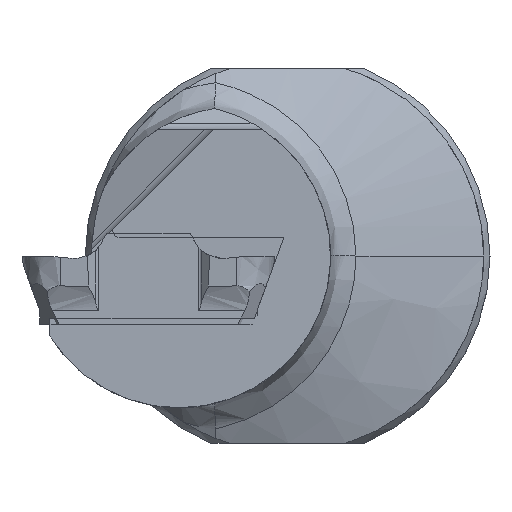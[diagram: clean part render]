
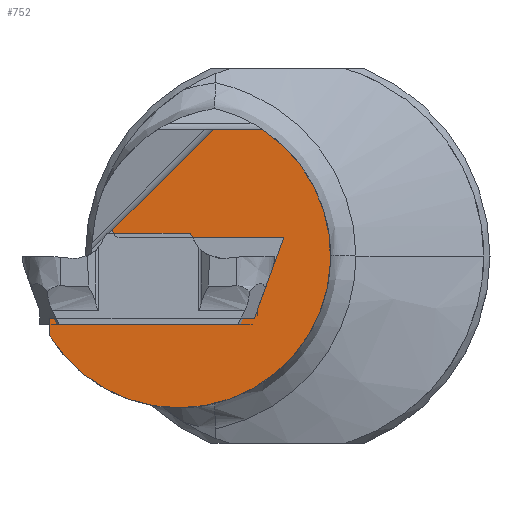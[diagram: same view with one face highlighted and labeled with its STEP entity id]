
A CAD part, left-side view. The second image highlights one B-rep face of the part: STEP entity #752.
In plain terms, the highlighted planar face has unit normal (-1, 0, 0).
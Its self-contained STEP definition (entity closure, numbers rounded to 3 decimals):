
#52=CIRCLE('',#2129,6.);
#53=CIRCLE('',#2131,0.25);
#687=PLANE('',#2132);
#752=ADVANCED_FACE('',(#847),#687,.F.);
#847=FACE_OUTER_BOUND('',#927,.T.);
#927=EDGE_LOOP('',(#1468,#1469,#1470,#1471,#1472,#1473,#1474,#1475));
#1017=LINE('',#4048,#1111);
#1018=LINE('',#4051,#1112);
#1019=LINE('',#4053,#1113);
#1020=LINE('',#4054,#1114);
#1021=LINE('',#4056,#1115);
#1022=LINE('',#4060,#1116);
#1111=VECTOR('',#2331,1.);
#1112=VECTOR('',#2332,1.);
#1113=VECTOR('',#2333,1.);
#1114=VECTOR('',#2334,1.);
#1115=VECTOR('',#2335,1.);
#1116=VECTOR('',#2338,1.);
#1468=ORIENTED_EDGE('',*,*,#1921,.F.);
#1469=ORIENTED_EDGE('',*,*,#1922,.F.);
#1470=ORIENTED_EDGE('',*,*,#1923,.F.);
#1471=ORIENTED_EDGE('',*,*,#1919,.F.);
#1472=ORIENTED_EDGE('',*,*,#1924,.F.);
#1473=ORIENTED_EDGE('',*,*,#1925,.F.);
#1474=ORIENTED_EDGE('',*,*,#1926,.F.);
#1475=ORIENTED_EDGE('',*,*,#1927,.F.);
#1717=VERTEX_POINT('',#4043);
#1718=VERTEX_POINT('',#4045);
#1719=VERTEX_POINT('',#4049);
#1720=VERTEX_POINT('',#4050);
#1721=VERTEX_POINT('',#4052);
#1722=VERTEX_POINT('',#4055);
#1723=VERTEX_POINT('',#4057);
#1724=VERTEX_POINT('',#4059);
#1919=EDGE_CURVE('',#1717,#1718,#52,.T.);
#1921=EDGE_CURVE('',#1719,#1720,#1017,.T.);
#1922=EDGE_CURVE('',#1721,#1719,#1018,.T.);
#1923=EDGE_CURVE('',#1718,#1721,#1019,.T.);
#1924=EDGE_CURVE('',#1722,#1717,#1020,.T.);
#1925=EDGE_CURVE('',#1723,#1722,#1021,.T.);
#1926=EDGE_CURVE('',#1724,#1723,#53,.T.);
#1927=EDGE_CURVE('',#1720,#1724,#1022,.T.);
#2129=AXIS2_PLACEMENT_3D('',#4044,#2326,#2327);
#2131=AXIS2_PLACEMENT_3D('',#4058,#2336,#2337);
#2132=AXIS2_PLACEMENT_3D('',#4061,#2339,#2340);
#2326=DIRECTION('',(1.,0.,0.));
#2327=DIRECTION('',(0.,0.,-1.));
#2331=DIRECTION('',(0.,-0.342,0.94));
#2332=DIRECTION('',(0.,-1.,0.));
#2333=DIRECTION('',(0.,0.,1.));
#2334=DIRECTION('',(0.,-1.,0.));
#2335=DIRECTION('',(0.,-0.707,0.707));
#2336=DIRECTION('',(1.,0.,0.));
#2337=DIRECTION('',(0.,0.,-1.));
#2338=DIRECTION('',(0.,1.,0.));
#2339=DIRECTION('',(1.,0.,0.));
#2340=DIRECTION('',(0.,0.,-1.));
#4043=CARTESIAN_POINT('',(0.5,0.983,5.));
#4044=CARTESIAN_POINT('',(0.5,4.3,0.));
#4045=CARTESIAN_POINT('',(0.5,9.4,-3.161));
#4048=CARTESIAN_POINT('',(0.5,0.369,0.134));
#4049=CARTESIAN_POINT('',(0.5,1.312,-2.455));
#4050=CARTESIAN_POINT('',(0.5,0.147,0.745));
#4051=CARTESIAN_POINT('',(0.5,0.,-2.455));
#4052=CARTESIAN_POINT('',(0.5,9.4,-2.455));
#4053=CARTESIAN_POINT('',(0.5,9.4,0.));
#4054=CARTESIAN_POINT('',(0.5,0.,5.));
#4055=CARTESIAN_POINT('',(0.5,2.936,5.));
#4056=CARTESIAN_POINT('',(0.5,3.968,3.968));
#4057=CARTESIAN_POINT('',(0.5,6.906,1.03));
#4058=CARTESIAN_POINT('',(0.5,6.658,0.995));
#4059=CARTESIAN_POINT('',(0.5,6.658,0.745));
#4060=CARTESIAN_POINT('',(0.5,0.,0.745));
#4061=CARTESIAN_POINT('',(0.5,0.,0.));
